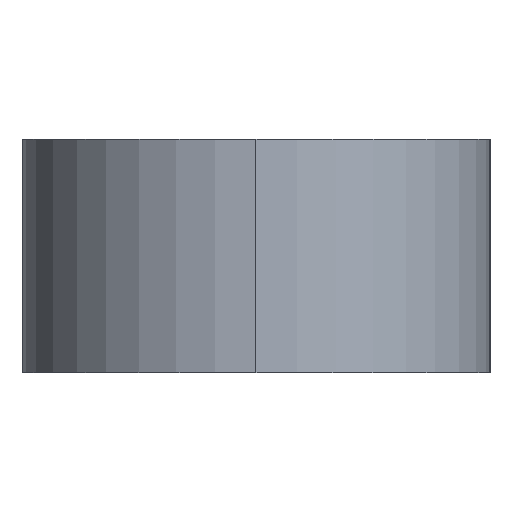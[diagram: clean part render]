
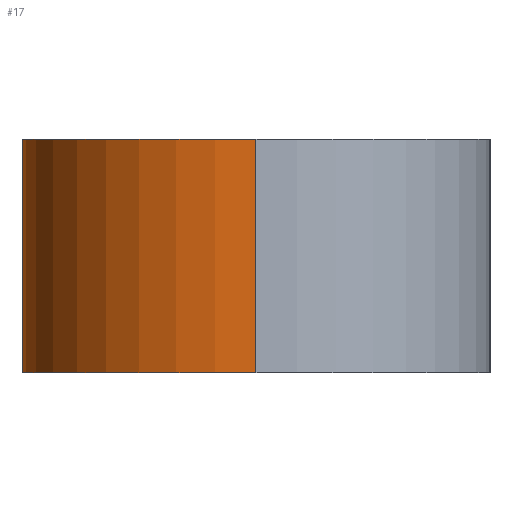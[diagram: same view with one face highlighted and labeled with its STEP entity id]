
A CAD part, left-side view. The second image highlights one B-rep face of the part: STEP entity #17.
In plain terms, the highlighted cylindrical face has radius 10 mm (diameter 20 mm), a partial arc.
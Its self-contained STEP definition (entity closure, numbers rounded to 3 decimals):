
#2 = CARTESIAN_POINT ( 'NONE',  ( 0., 10., 10. ) ) ;
#17 = ADVANCED_FACE ( 'NONE', ( #534 ), #530, .T. ) ;
#30 = CARTESIAN_POINT ( 'NONE',  ( 10., 20., 10. ) ) ;
#89 = EDGE_CURVE ( 'NONE', #425, #197, #337, .T. ) ;
#103 = VECTOR ( 'NONE', #359, 1000. ) ;
#161 = DIRECTION ( 'NONE',  ( 0., 0., 1. ) ) ;
#197 = VERTEX_POINT ( 'NONE', #417 ) ;
#200 = EDGE_CURVE ( 'NONE', #293, #425, #493, .T. ) ;
#243 = CARTESIAN_POINT ( 'NONE',  ( 10., 20., 10. ) ) ;
#254 = DIRECTION ( 'NONE',  ( 1., 0., 0. ) ) ;
#256 = AXIS2_PLACEMENT_3D ( 'NONE', #569, #161, #254 ) ;
#260 = EDGE_CURVE ( 'NONE', #197, #528, #385, .T. ) ;
#293 = VERTEX_POINT ( 'NONE', #2 ) ;
#310 = AXIS2_PLACEMENT_3D ( 'NONE', #321, #311, #446 ) ;
#311 = DIRECTION ( 'NONE',  ( 0., 0., 1. ) ) ;
#321 = CARTESIAN_POINT ( 'NONE',  ( 10., 10., 10. ) ) ;
#337 = CIRCLE ( 'NONE', #591, 10. ) ;
#359 = DIRECTION ( 'NONE',  ( 0., 0., -1. ) ) ;
#378 = DIRECTION ( 'NONE',  ( 0., 0., 1. ) ) ;
#385 = LINE ( 'NONE', #243, #578 ) ;
#394 = ORIENTED_EDGE ( 'NONE', *, *, #89, .F. ) ;
#417 = CARTESIAN_POINT ( 'NONE',  ( 10., 20., 0. ) ) ;
#425 = VERTEX_POINT ( 'NONE', #489 ) ;
#427 = ORIENTED_EDGE ( 'NONE', *, *, #260, .F. ) ;
#446 = DIRECTION ( 'NONE',  ( 1., 0., 0. ) ) ;
#450 = DIRECTION ( 'NONE',  ( 0., 0., -1. ) ) ;
#457 = EDGE_CURVE ( 'NONE', #528, #293, #565, .T. ) ;
#464 = EDGE_LOOP ( 'NONE', ( #553, #525, #427, #394 ) ) ;
#489 = CARTESIAN_POINT ( 'NONE',  ( 0., 10., 0. ) ) ;
#493 = LINE ( 'NONE', #597, #103 ) ;
#525 = ORIENTED_EDGE ( 'NONE', *, *, #457, .F. ) ;
#528 = VERTEX_POINT ( 'NONE', #30 ) ;
#530 = CYLINDRICAL_SURFACE ( 'NONE', #256, 10. ) ;
#534 = FACE_OUTER_BOUND ( 'NONE', #464, .T. ) ;
#538 = DIRECTION ( 'NONE',  ( 1., 0., 0. ) ) ;
#553 = ORIENTED_EDGE ( 'NONE', *, *, #200, .F. ) ;
#565 = CIRCLE ( 'NONE', #310, 10. ) ;
#569 = CARTESIAN_POINT ( 'NONE',  ( 10., 10., 10. ) ) ;
#578 = VECTOR ( 'NONE', #378, 1000. ) ;
#586 = CARTESIAN_POINT ( 'NONE',  ( 10., 10., 0. ) ) ;
#591 = AXIS2_PLACEMENT_3D ( 'NONE', #586, #450, #538 ) ;
#597 = CARTESIAN_POINT ( 'NONE',  ( 0., 10., 0. ) ) ;
